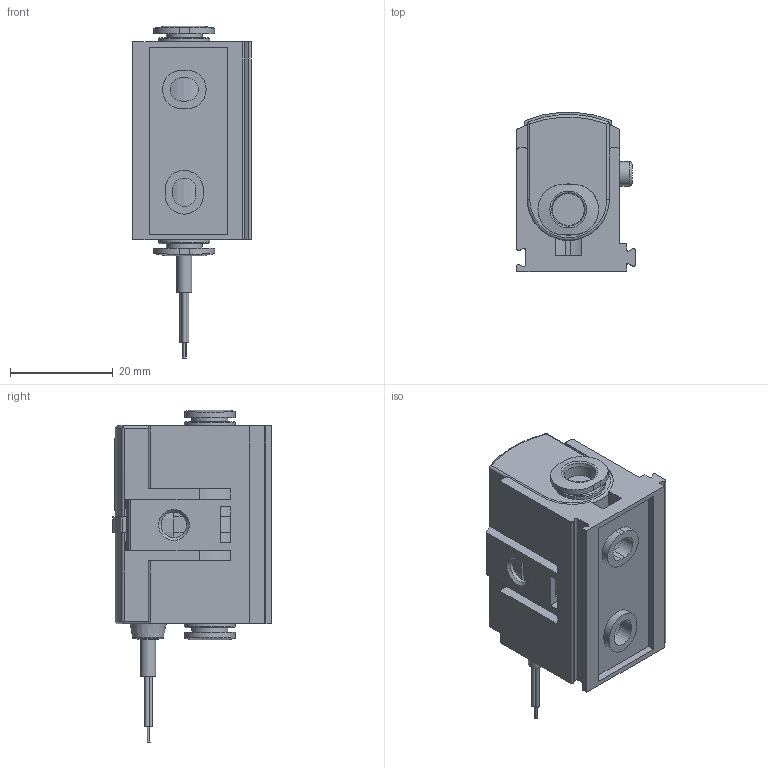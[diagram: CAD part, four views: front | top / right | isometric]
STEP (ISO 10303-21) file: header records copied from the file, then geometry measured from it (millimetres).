
FILE_DESCRIPTION(/* description */ ('STEP AP214'),/* implementation_level */ '2;1');
FILE_NAME(/* name */ '542899_SDE5-D10-FP-Q6-P-K',/* time_stamp */ '2024-09-15T00:19:57+02:00',/* author */ ('License CC BY-ND 4.0'),/* organization */ ('CADENAS'),/* preprocessor_version */ 'ST-DEVELOPER v19.3',/* originating_system */ 'PARTsolutions',/* authorisation */ ' ');
FILE_SCHEMA (('AUTOMOTIVE_DESIGN {1 0 10303 214 3 1 1}'));
Length unit declared in the file: millimetre
Products named in the file (3): 542899 SDE5-D10-FP-Q6-P-K; 542899 SDE5-Q6-K(FP)---(DS); 653056 SDE5---(H)
Assembly tree (2 placements, depth 2):
  542899 SDE5-D10-FP-Q6-P-K
    542899 SDE5-Q6-K(FP)---(DS)
    653056 SDE5---(H)
Bounding box: 23 x 30.94 x 64.6 mm (x, y, z)
Volume: 20882.1 mm3; surface area: 10601.3 mm2
Topology: 2 solids, 2 shells, 299 faces, 806 edges, 532 vertices
Faces by surface type: plane 156, cylinder 124, torus 10, cone 9
Full cylindrical faces by diameter (mm): 2.8 x1, 2.9 x2, 4.8 x1, 5 x1, 6.2 x2, 7 x2, 10 x2
Entity records: 10340 total; most frequent: CARTESIAN_POINT 1880, ORIENTED_EDGE 1550, DIRECTION 1540, EDGE_CURVE 775, VERTEX_POINT 528, AXIS2_PLACEMENT_3D 528, LINE 484, VECTOR 484
